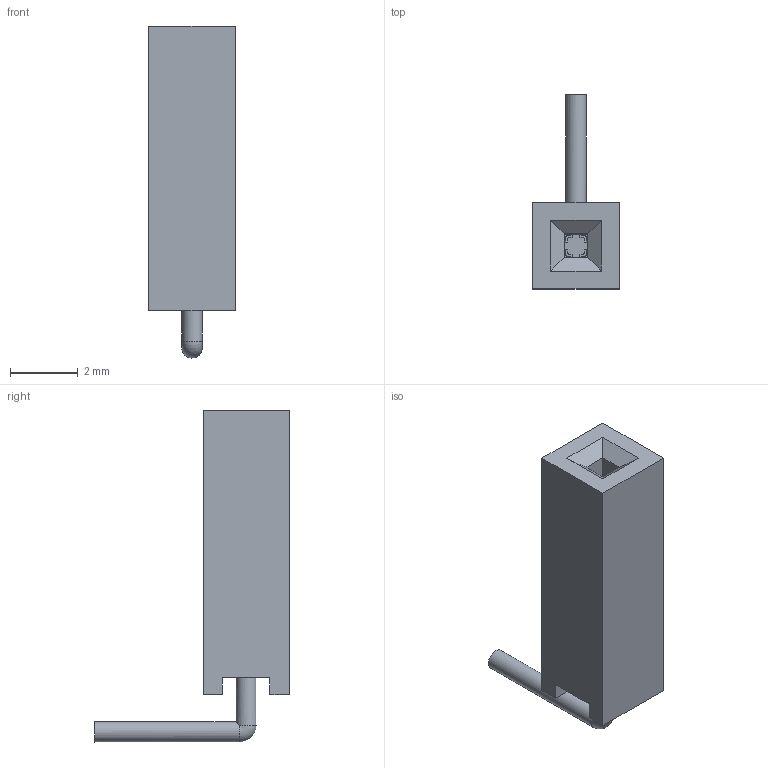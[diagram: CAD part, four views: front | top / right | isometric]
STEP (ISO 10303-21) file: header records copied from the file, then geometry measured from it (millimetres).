
FILE_DESCRIPTION(('STEP AP214'), '1');
FILE_NAME('櫻蠉錪', '2016-01-15T12:29:37', ('Anton S.'), (''), 'ASCON STEP Converter 1.3', 'ASCON Math Kernel', '');
FILE_SCHEMA(('AUTOMOTIVE_DESIGN { 1 0 10303 214 3 1 1}'));
Length unit declared in the file: millimetre
Bounding box: 2.54 x 5.74 x 9.8 mm (x, y, z)
Volume: 51 mm3; surface area: 132.9 mm2
Topology: 1 solids, 1 shells, 75 faces, 197 edges, 128 vertices
Faces by surface type: plane 48, cylinder 26, torus 1
Full cylindrical faces by diameter (mm): 0.6 x2
Entity records: 2927 total; most frequent: CARTESIAN_POINT 400, DIRECTION 396, ORIENTED_EDGE 386, EDGE_CURVE 193, LINE 140, VECTOR 140, AXIS2_PLACEMENT_3D 128, VERTEX_POINT 128
